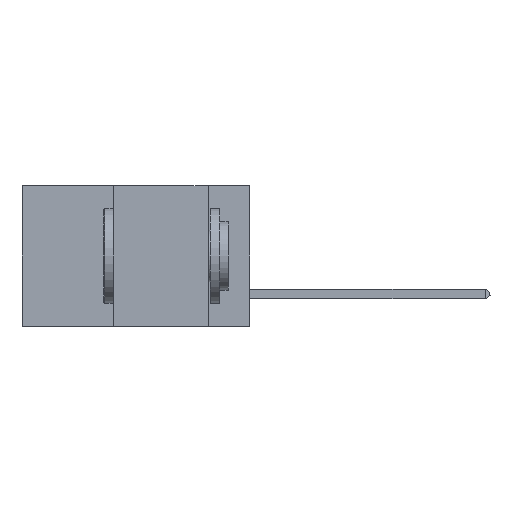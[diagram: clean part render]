
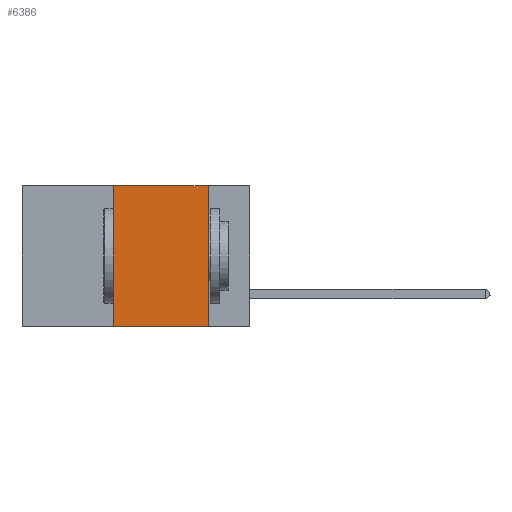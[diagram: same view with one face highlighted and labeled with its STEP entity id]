
A CAD part, left-side view. The second image highlights one B-rep face of the part: STEP entity #6386.
In plain terms, the highlighted planar face has unit normal (-1, 0, 0).
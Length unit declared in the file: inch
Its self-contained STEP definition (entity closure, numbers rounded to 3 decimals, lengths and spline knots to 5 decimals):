
#230 = ORIENTED_EDGE ( 'NONE', *, *, #2319, .T. ) ;
#718 = DIRECTION ( 'NONE',  ( 1., 0., 0. ) ) ;
#922 = LINE ( 'NONE', #9009, #1782 ) ;
#1077 = DIRECTION ( 'NONE',  ( 0., 0., -1. ) ) ;
#1157 = ORIENTED_EDGE ( 'NONE', *, *, #3681, .F. ) ;
#1513 = CARTESIAN_POINT ( 'NONE',  ( 0., 0.36, -0.37 ) ) ;
#1782 = VECTOR ( 'NONE', #7358, 39.37008 ) ;
#1814 = DIRECTION ( 'NONE',  ( 0., -1., 0. ) ) ;
#2319 = EDGE_CURVE ( 'NONE', #2569, #7963, #9889, .T. ) ;
#2358 = VERTEX_POINT ( 'NONE', #3436 ) ;
#2569 = VERTEX_POINT ( 'NONE', #1513 ) ;
#2919 = CARTESIAN_POINT ( 'NONE',  ( 0., 0.6, 0. ) ) ;
#3436 = CARTESIAN_POINT ( 'NONE',  ( 0., 0.11, 0. ) ) ;
#3467 = CARTESIAN_POINT ( 'NONE',  ( 0., 0.6, -0.37 ) ) ;
#3679 = EDGE_CURVE ( 'NONE', #2569, #10049, #922, .T. ) ;
#3681 = EDGE_CURVE ( 'NONE', #2358, #7963, #6289, .T. ) ;
#4150 = EDGE_CURVE ( 'NONE', #10049, #2358, #8064, .T. ) ;
#4216 = EDGE_LOOP ( 'NONE', ( #1157, #5169, #4710, #230 ) ) ;
#4274 = VECTOR ( 'NONE', #1814, 39.37008 ) ;
#4305 = DIRECTION ( 'NONE',  ( 0., 0., -1. ) ) ;
#4710 = ORIENTED_EDGE ( 'NONE', *, *, #3679, .F. ) ;
#4801 = VECTOR ( 'NONE', #1077, 39.37008 ) ;
#5169 = ORIENTED_EDGE ( 'NONE', *, *, #4150, .F. ) ;
#5233 = PLANE ( 'NONE',  #7382 ) ;
#5465 = DIRECTION ( 'NONE',  ( 0., -1., 0. ) ) ;
#5873 = VECTOR ( 'NONE', #5465, 39.37008 ) ;
#5961 = FACE_OUTER_BOUND ( 'NONE', #4216, .T. ) ;
#6289 = LINE ( 'NONE', #9893, #4801 ) ;
#6386 = ADVANCED_FACE ( 'NONE', ( #5961 ), #5233, .F. ) ;
#7008 = CARTESIAN_POINT ( 'NONE',  ( 0., 0.6, 0. ) ) ;
#7358 = DIRECTION ( 'NONE',  ( 0., 0., 1. ) ) ;
#7382 = AXIS2_PLACEMENT_3D ( 'NONE', #7008, #718, #4305 ) ;
#7963 = VERTEX_POINT ( 'NONE', #10029 ) ;
#8064 = LINE ( 'NONE', #2919, #5873 ) ;
#9009 = CARTESIAN_POINT ( 'NONE',  ( 0., 0.36, 0. ) ) ;
#9889 = LINE ( 'NONE', #3467, #4274 ) ;
#9893 = CARTESIAN_POINT ( 'NONE',  ( 0., 0.11, 0. ) ) ;
#10029 = CARTESIAN_POINT ( 'NONE',  ( 0., 0.11, -0.37 ) ) ;
#10049 = VERTEX_POINT ( 'NONE', #10297 ) ;
#10297 = CARTESIAN_POINT ( 'NONE',  ( 0., 0.36, 0. ) ) ;
